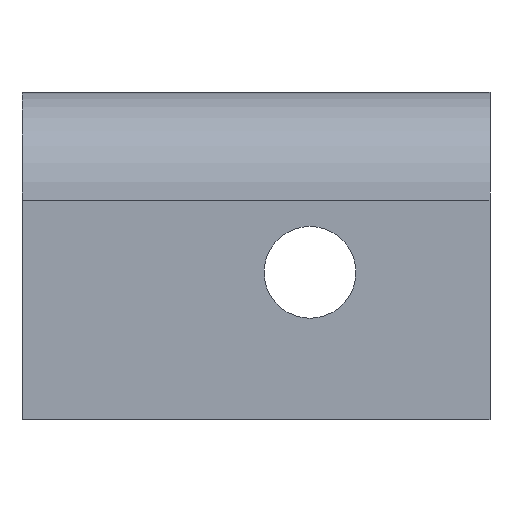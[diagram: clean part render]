
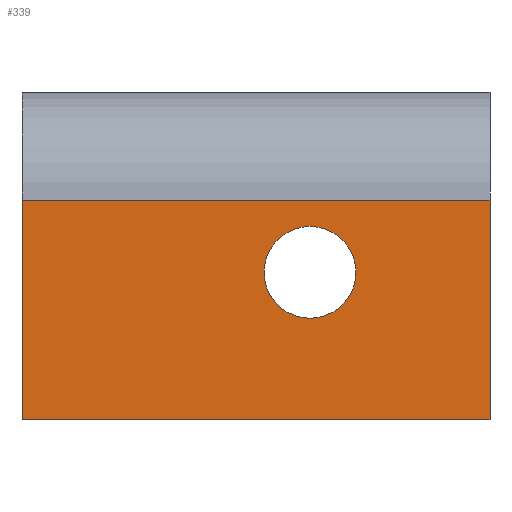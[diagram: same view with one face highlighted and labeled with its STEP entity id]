
A CAD part, front view. The second image highlights one B-rep face of the part: STEP entity #339.
In plain terms, the highlighted planar face has unit normal (0, -1, 0).
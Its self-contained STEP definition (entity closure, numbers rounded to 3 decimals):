
#18=FACE_BOUND('',#69,.T.);
#27=PLANE('',#395);
#46=FACE_OUTER_BOUND('',#68,.T.);
#68=EDGE_LOOP('',(#288,#289,#290,#291));
#69=EDGE_LOOP('',(#292));
#93=LINE('',#573,#122);
#96=LINE('',#579,#125);
#101=LINE('',#589,#130);
#102=LINE('',#590,#131);
#122=VECTOR('',#473,10.);
#125=VECTOR('',#480,10.);
#130=VECTOR('',#489,10.);
#131=VECTOR('',#490,10.);
#147=CIRCLE('',#384,2.55);
#170=VERTEX_POINT('',#553);
#171=VERTEX_POINT('',#557);
#174=VERTEX_POINT('',#565);
#177=VERTEX_POINT('',#578);
#180=VERTEX_POINT('',#588);
#205=EDGE_CURVE('',#170,#170,#147,.T.);
#214=EDGE_CURVE('',#174,#171,#93,.T.);
#217=EDGE_CURVE('',#177,#174,#96,.T.);
#222=EDGE_CURVE('',#171,#180,#101,.T.);
#223=EDGE_CURVE('',#180,#177,#102,.T.);
#288=ORIENTED_EDGE('',*,*,#214,.T.);
#289=ORIENTED_EDGE('',*,*,#222,.T.);
#290=ORIENTED_EDGE('',*,*,#223,.T.);
#291=ORIENTED_EDGE('',*,*,#217,.T.);
#292=ORIENTED_EDGE('',*,*,#205,.T.);
#339=ADVANCED_FACE('',(#46,#18),#27,.F.);
#384=AXIS2_PLACEMENT_3D('',#555,#453,#454);
#395=AXIS2_PLACEMENT_3D('',#587,#487,#488);
#453=DIRECTION('center_axis',(0.,1.,0.));
#454=DIRECTION('ref_axis',(1.,0.,0.));
#473=DIRECTION('',(-1.,0.,0.));
#480=DIRECTION('',(0.,0.,1.));
#487=DIRECTION('center_axis',(0.,1.,0.));
#488=DIRECTION('ref_axis',(0.,0.,1.));
#489=DIRECTION('',(0.,0.,-1.));
#490=DIRECTION('',(1.,0.,0.));
#553=CARTESIAN_POINT('',(0.45,0.,-7.393));
#555=CARTESIAN_POINT('Origin',(3.,0.,-7.393));
#557=CARTESIAN_POINT('',(-13.,0.,-3.393));
#565=CARTESIAN_POINT('',(13.,0.,-3.393));
#573=CARTESIAN_POINT('',(6.5,0.,-3.393));
#578=CARTESIAN_POINT('',(13.,0.,-15.58));
#579=CARTESIAN_POINT('',(13.,0.,-15.58));
#587=CARTESIAN_POINT('Origin',(0.,0.,31.21));
#588=CARTESIAN_POINT('',(-13.,0.,-15.58));
#589=CARTESIAN_POINT('',(-13.,0.,0.));
#590=CARTESIAN_POINT('',(-13.,0.,-15.58));
